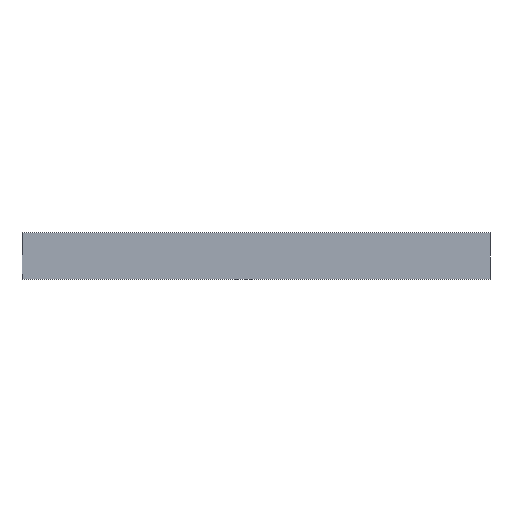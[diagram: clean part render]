
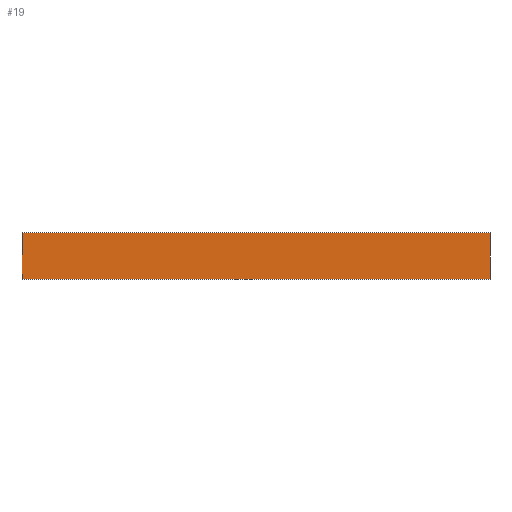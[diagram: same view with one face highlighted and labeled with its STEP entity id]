
A CAD part, top view. The second image highlights one B-rep face of the part: STEP entity #19.
In plain terms, the highlighted planar face has unit normal (0, 0, 1).
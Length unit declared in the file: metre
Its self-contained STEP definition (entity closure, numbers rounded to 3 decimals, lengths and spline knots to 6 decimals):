
#1 = LINE ( 'NONE', #47, #62 ) ;
#2 = LINE ( 'NONE', #10, #70 ) ;
#3 = VERTEX_POINT ( 'NONE', #64 ) ;
#9 = ORIENTED_EDGE ( 'NONE', *, *, #48, .T. ) ;
#10 = CARTESIAN_POINT ( 'NONE',  ( -2.5, -0.75, -3.5 ) ) ;
#15 = DIRECTION ( 'NONE',  ( -1., 0., 0. ) ) ;
#19 = ADVANCED_FACE ( 'NONE', ( #65 ), #31, .F. ) ;
#20 = LINE ( 'NONE', #71, #49 ) ;
#22 = DIRECTION ( 'NONE',  ( 0., 1., 0. ) ) ;
#24 = VERTEX_POINT ( 'NONE', #58 ) ;
#25 = DIRECTION ( 'NONE',  ( 1., 0., 0. ) ) ;
#26 = EDGE_CURVE ( 'NONE', #3, #55, #20, .T. ) ;
#27 = CARTESIAN_POINT ( 'NONE',  ( -17.5, -0.75, -3.5 ) ) ;
#29 = CARTESIAN_POINT ( 'NONE',  ( -2.5, 0.75, -3.5 ) ) ;
#31 = PLANE ( 'NONE',  #40 ) ;
#32 = DIRECTION ( 'NONE',  ( -1., 0., 0. ) ) ;
#36 = EDGE_CURVE ( 'NONE', #55, #46, #2, .T. ) ;
#37 = DIRECTION ( 'NONE',  ( 0., -1., 0. ) ) ;
#39 = CARTESIAN_POINT ( 'NONE',  ( -2.5, -0.75, -3.5 ) ) ;
#40 = AXIS2_PLACEMENT_3D ( 'NONE', #41, #78, #15 ) ;
#41 = CARTESIAN_POINT ( 'NONE',  ( 0., 0., -3.5 ) ) ;
#46 = VERTEX_POINT ( 'NONE', #39 ) ;
#47 = CARTESIAN_POINT ( 'NONE',  ( -2.5, 0.75, -3.5 ) ) ;
#48 = EDGE_CURVE ( 'NONE', #46, #24, #63, .T. ) ;
#49 = VECTOR ( 'NONE', #37, 1. ) ;
#52 = EDGE_LOOP ( 'NONE', ( #9, #79, #57, #56 ) ) ;
#53 = EDGE_CURVE ( 'NONE', #24, #3, #1, .T. ) ;
#55 = VERTEX_POINT ( 'NONE', #27 ) ;
#56 = ORIENTED_EDGE ( 'NONE', *, *, #36, .T. ) ;
#57 = ORIENTED_EDGE ( 'NONE', *, *, #26, .T. ) ;
#58 = CARTESIAN_POINT ( 'NONE',  ( -2.5, 0.75, -3.5 ) ) ;
#62 = VECTOR ( 'NONE', #32, 1. ) ;
#63 = LINE ( 'NONE', #29, #72 ) ;
#64 = CARTESIAN_POINT ( 'NONE',  ( -17.5, 0.75, -3.5 ) ) ;
#65 = FACE_OUTER_BOUND ( 'NONE', #52, .T. ) ;
#70 = VECTOR ( 'NONE', #25, 1. ) ;
#71 = CARTESIAN_POINT ( 'NONE',  ( -17.5, 0.75, -3.5 ) ) ;
#72 = VECTOR ( 'NONE', #22, 1. ) ;
#78 = DIRECTION ( 'NONE',  ( 0., 0., -1. ) ) ;
#79 = ORIENTED_EDGE ( 'NONE', *, *, #53, .T. ) ;
